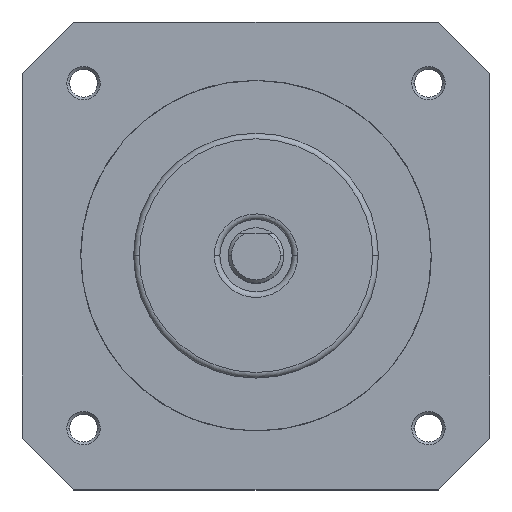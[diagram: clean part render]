
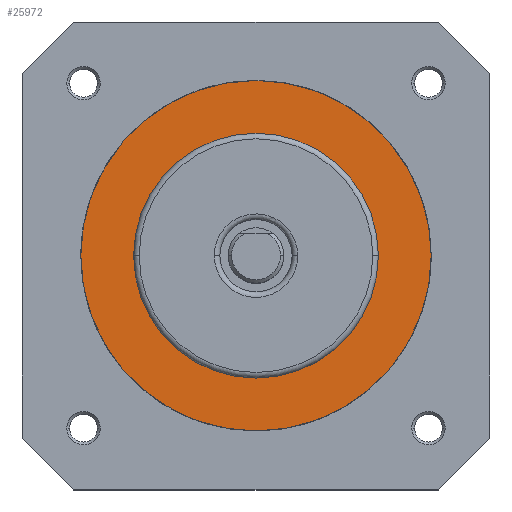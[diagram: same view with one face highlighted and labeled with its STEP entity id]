
A CAD part, top view. The second image highlights one B-rep face of the part: STEP entity #25972.
In plain terms, the highlighted planar face has unit normal (0, 0, 1).
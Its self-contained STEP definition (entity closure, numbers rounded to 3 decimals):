
#25695=CARTESIAN_POINT('Vertex',(-15.75,0.,-0.25)) ;
#25698=CARTESIAN_POINT('Axis2P3D Location',(0.,0.,-0.25)) ;
#25702=CARTESIAN_POINT('Vertex',(15.75,0.,-0.25)) ;
#25717=CARTESIAN_POINT('Axis2P3D Location',(0.,0.,-0.25)) ;
#25945=CARTESIAN_POINT('Axis2P3D Location',(0.,0.,-0.25)) ;
#25954=CARTESIAN_POINT('Axis2P3D Location',(0.,0.,-0.25)) ;
#25958=CARTESIAN_POINT('Vertex',(-11.,0.,-0.25)) ;
#25960=CARTESIAN_POINT('Vertex',(11.,0.,-0.25)) ;
#25963=CARTESIAN_POINT('Axis2P3D Location',(0.,0.,-0.25)) ;
#25699=DIRECTION('Axis2P3D Direction',(0.,0.,1.)) ;
#25718=DIRECTION('Axis2P3D Direction',(0.,0.,1.)) ;
#25946=DIRECTION('Axis2P3D Direction',(0.,0.,1.)) ;
#25947=DIRECTION('Axis2P3D XDirection',(1.,0.,0.)) ;
#25955=DIRECTION('Axis2P3D Direction',(0.,0.,1.)) ;
#25964=DIRECTION('Axis2P3D Direction',(0.,0.,1.)) ;
#25700=AXIS2_PLACEMENT_3D('Circle Axis2P3D',#25698,#25699,$) ;
#25719=AXIS2_PLACEMENT_3D('Circle Axis2P3D',#25717,#25718,$) ;
#25948=AXIS2_PLACEMENT_3D('Plane Axis2P3D',#25945,#25946,#25947) ;
#25956=AXIS2_PLACEMENT_3D('Circle Axis2P3D',#25954,#25955,$) ;
#25965=AXIS2_PLACEMENT_3D('Circle Axis2P3D',#25963,#25964,$) ;
#25951=ORIENTED_EDGE('',*,*,#25704,.T.) ;
#25952=ORIENTED_EDGE('',*,*,#25721,.T.) ;
#25969=ORIENTED_EDGE('',*,*,#25962,.F.) ;
#25970=ORIENTED_EDGE('',*,*,#25967,.F.) ;
#25971=FACE_BOUND('',#25968,.T.) ;
#25972=ADVANCED_FACE('NONE',(#25953,#25971),#25949,.T.) ;
#25701=CIRCLE('generated circle',#25700,15.75) ;
#25720=CIRCLE('generated circle',#25719,15.75) ;
#25957=CIRCLE('generated circle',#25956,11.) ;
#25966=CIRCLE('generated circle',#25965,11.) ;
#25704=EDGE_CURVE('',#25703,#25696,#25701,.T.) ;
#25721=EDGE_CURVE('',#25696,#25703,#25720,.T.) ;
#25962=EDGE_CURVE('',#25959,#25961,#25957,.T.) ;
#25967=EDGE_CURVE('',#25961,#25959,#25966,.T.) ;
#25950=EDGE_LOOP('',(#25951,#25952)) ;
#25968=EDGE_LOOP('',(#25969,#25970)) ;
#25953=FACE_OUTER_BOUND('',#25950,.T.) ;
#25949=PLANE('',#25948) ;
#25696=VERTEX_POINT('',#25695) ;
#25703=VERTEX_POINT('',#25702) ;
#25959=VERTEX_POINT('',#25958) ;
#25961=VERTEX_POINT('',#25960) ;
